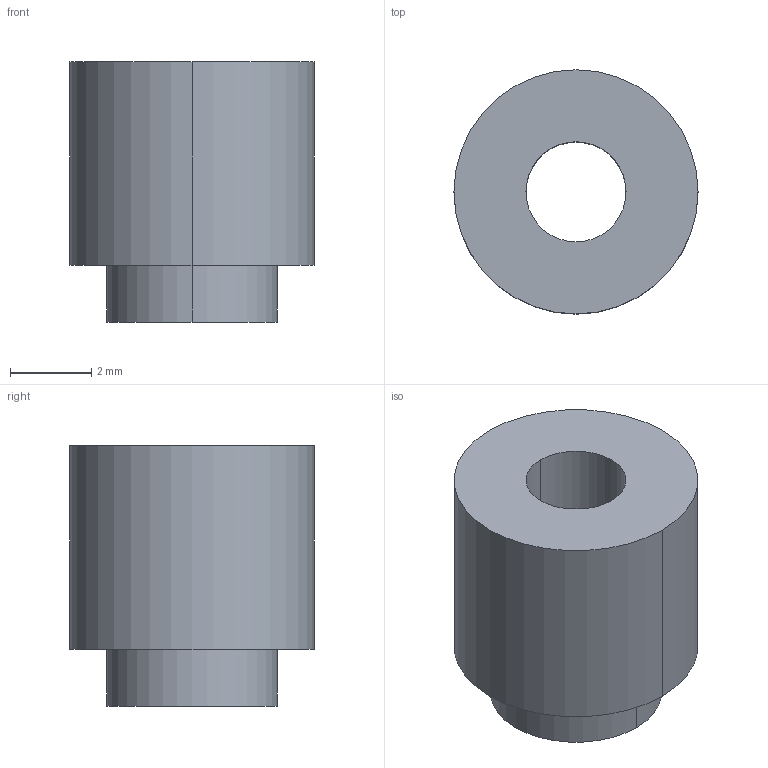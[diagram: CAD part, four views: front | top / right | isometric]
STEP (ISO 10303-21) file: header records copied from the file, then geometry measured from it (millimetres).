
FILE_DESCRIPTION(('STEP AP214'),'1');
FILE_NAME('9774050360R (rev1).stp','2021-05-10T00:52:53',(' '),(' '),'Spatial InterOp 3D',' ',' ');
FILE_SCHEMA(('AUTOMOTIVE_DESIGN { 1 0 10303 214 1 1 1 1 }'));
Length unit declared in the file: metre
Products named in the file (2): 9774050360R (rev1)
Assembly tree (1 placements, depth 2):
  9774050360R (rev1)
    9774050360R (rev1)
Bounding box: 6 x 6 x 6.4 mm (x, y, z)
Volume: 130.4 mm3; surface area: 209.2 mm2
Topology: 1 solids, 1 shells, 9 faces, 19 edges, 13 vertices
Faces by surface type: cylinder 6, plane 3
Entity records: 326 total; most frequent: DIRECTION 54, CARTESIAN_POINT 43, ORIENTED_EDGE 38, AXIS2_PLACEMENT_3D 24, EDGE_CURVE 19, VERTEX_POINT 13, CIRCLE 13, EDGE_LOOP 12
